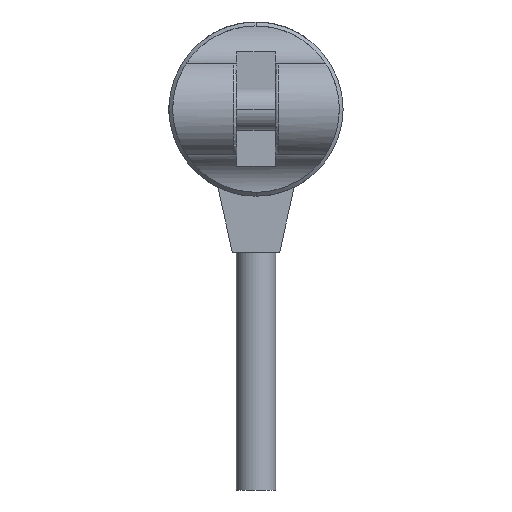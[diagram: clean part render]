
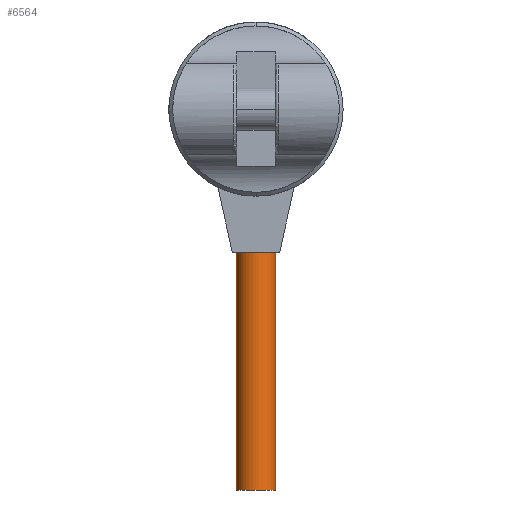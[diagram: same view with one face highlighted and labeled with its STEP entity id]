
A CAD part, left-side view. The second image highlights one B-rep face of the part: STEP entity #6564.
In plain terms, the highlighted cylindrical face has radius 12.5 mm (diameter 25 mm), a partial arc.
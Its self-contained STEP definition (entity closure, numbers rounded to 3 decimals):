
#2277=CARTESIAN_POINT('',(31.,0.,-90.5));
#2278=DIRECTION('',(0.,0.,-1.));
#2279=DIRECTION('',(0.,-1.,0.));
#2280=AXIS2_PLACEMENT_3D('',#2277,#2278,#2279);
#2291=DIRECTION('',(0.,0.,-1.));
#2292=VECTOR('',#2291,150.);
#2293=CARTESIAN_POINT('',(31.,-12.5,-90.5));
#2294=LINE('',#2293,#2292);
#2295=DIRECTION('',(0.,0.,-1.));
#2296=VECTOR('',#2295,150.);
#2297=CARTESIAN_POINT('',(31.,12.5,-90.5));
#2298=LINE('',#2297,#2296);
#2299=CARTESIAN_POINT('',(31.,0.,-240.5));
#2300=DIRECTION('',(0.,0.,-1.));
#2301=DIRECTION('',(0.,-1.,0.));
#2302=AXIS2_PLACEMENT_3D('',#2299,#2300,#2301);
#4381=CARTESIAN_POINT('',(31.,-12.5,-240.5));
#4382=CARTESIAN_POINT('',(31.,12.5,-240.5));
#4383=VERTEX_POINT('',#4381);
#4384=VERTEX_POINT('',#4382);
#4385=CARTESIAN_POINT('',(31.,-12.5,-90.5));
#4386=CARTESIAN_POINT('',(31.,12.5,-90.5));
#4387=VERTEX_POINT('',#4385);
#4388=VERTEX_POINT('',#4386);
#6550=CARTESIAN_POINT('',(31.,0.,-90.5));
#6551=DIRECTION('',(0.,0.,-1.));
#6552=DIRECTION('',(0.,-1.,0.));
#6553=AXIS2_PLACEMENT_3D('',#6550,#6551,#6552);
#6554=CYLINDRICAL_SURFACE('',#6553,12.5);
#6555=ORIENTED_EDGE('',*,*,#6531,.F.);
#6557=ORIENTED_EDGE('',*,*,#6556,.T.);
#6559=ORIENTED_EDGE('',*,*,#6558,.T.);
#6561=ORIENTED_EDGE('',*,*,#6560,.F.);
#6562=EDGE_LOOP('',(#6555,#6557,#6559,#6561));
#6563=FACE_OUTER_BOUND('',#6562,.F.);
#6564=ADVANCED_FACE('',(#6563),#6554,.T.);
#2281=CIRCLE('',#2280,12.5);
#2303=CIRCLE('',#2302,12.5);
#6531=EDGE_CURVE('',#4387,#4388,#2281,.T.);
#6556=EDGE_CURVE('',#4387,#4383,#2294,.T.);
#6558=EDGE_CURVE('',#4383,#4384,#2303,.T.);
#6560=EDGE_CURVE('',#4388,#4384,#2298,.T.);
